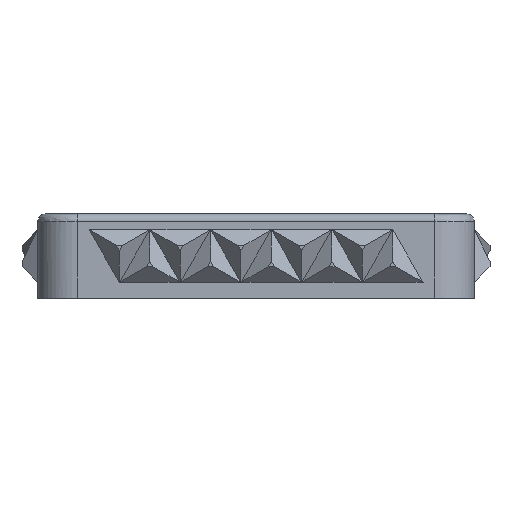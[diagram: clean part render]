
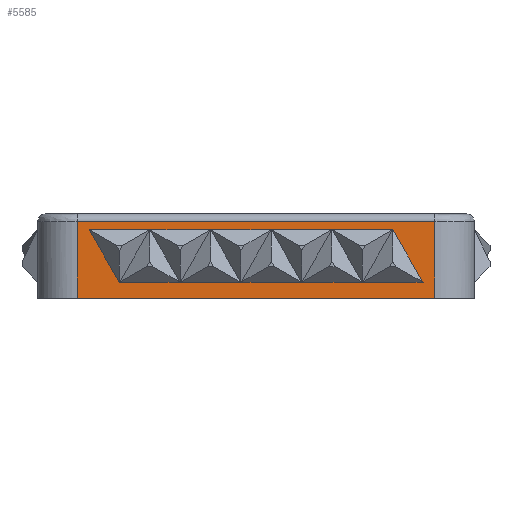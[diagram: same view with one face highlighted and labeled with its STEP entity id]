
A CAD part, left-side view. The second image highlights one B-rep face of the part: STEP entity #5585.
In plain terms, the highlighted planar face has unit normal (-1, 0, 0).
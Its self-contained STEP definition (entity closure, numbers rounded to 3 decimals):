
#184=FACE_BOUND('',#825,.T.);
#185=FACE_BOUND('',#826,.T.);
#186=FACE_BOUND('',#827,.T.);
#187=FACE_BOUND('',#828,.T.);
#188=FACE_BOUND('',#829,.T.);
#498=FACE_OUTER_BOUND('',#824,.T.);
#824=EDGE_LOOP('',(#4997,#4998,#4999,#5000));
#825=EDGE_LOOP('',(#5001,#5002,#5003,#5004));
#826=EDGE_LOOP('',(#5005,#5006,#5007,#5008));
#827=EDGE_LOOP('',(#5009,#5010,#5011,#5012));
#828=EDGE_LOOP('',(#5013,#5014,#5015,#5016));
#829=EDGE_LOOP('',(#5017,#5018,#5019,#5020));
#1117=LINE('',#7754,#1802);
#1123=LINE('',#7764,#1808);
#1126=LINE('',#7772,#1811);
#1131=LINE('',#7780,#1816);
#1134=LINE('',#7789,#1819);
#1140=LINE('',#7799,#1825);
#1143=LINE('',#7807,#1828);
#1148=LINE('',#7815,#1833);
#1151=LINE('',#7824,#1836);
#1157=LINE('',#7834,#1842);
#1160=LINE('',#7842,#1845);
#1165=LINE('',#7850,#1850);
#1168=LINE('',#7859,#1853);
#1174=LINE('',#7869,#1859);
#1177=LINE('',#7877,#1862);
#1182=LINE('',#7885,#1867);
#1185=LINE('',#7894,#1870);
#1191=LINE('',#7904,#1876);
#1194=LINE('',#7912,#1879);
#1199=LINE('',#7920,#1884);
#1370=LINE('',#8400,#2055);
#1496=LINE('',#9802,#2181);
#1512=LINE('',#9970,#2197);
#1514=LINE('',#10031,#2199);
#1802=VECTOR('',#6397,10.);
#1808=VECTOR('',#6407,10.);
#1811=VECTOR('',#6414,10.);
#1816=VECTOR('',#6423,10.);
#1819=VECTOR('',#6430,10.);
#1825=VECTOR('',#6440,10.);
#1828=VECTOR('',#6447,10.);
#1833=VECTOR('',#6456,10.);
#1836=VECTOR('',#6463,10.);
#1842=VECTOR('',#6473,10.);
#1845=VECTOR('',#6480,10.);
#1850=VECTOR('',#6489,10.);
#1853=VECTOR('',#6496,10.);
#1859=VECTOR('',#6506,10.);
#1862=VECTOR('',#6513,10.);
#1867=VECTOR('',#6522,10.);
#1870=VECTOR('',#6529,10.);
#1876=VECTOR('',#6539,10.);
#1879=VECTOR('',#6546,10.);
#1884=VECTOR('',#6555,10.);
#2055=VECTOR('',#6884,10.);
#2181=VECTOR('',#7130,10.);
#2197=VECTOR('',#7160,10.);
#2199=VECTOR('',#7164,10.);
#2388=VERTEX_POINT('',#7751);
#2389=VERTEX_POINT('',#7753);
#2391=VERTEX_POINT('',#7759);
#2394=VERTEX_POINT('',#7770);
#2398=VERTEX_POINT('',#7786);
#2399=VERTEX_POINT('',#7788);
#2401=VERTEX_POINT('',#7794);
#2404=VERTEX_POINT('',#7805);
#2408=VERTEX_POINT('',#7821);
#2409=VERTEX_POINT('',#7823);
#2411=VERTEX_POINT('',#7829);
#2414=VERTEX_POINT('',#7840);
#2418=VERTEX_POINT('',#7856);
#2419=VERTEX_POINT('',#7858);
#2421=VERTEX_POINT('',#7864);
#2424=VERTEX_POINT('',#7875);
#2428=VERTEX_POINT('',#7891);
#2429=VERTEX_POINT('',#7893);
#2431=VERTEX_POINT('',#7899);
#2434=VERTEX_POINT('',#7910);
#2553=VERTEX_POINT('',#8376);
#2555=VERTEX_POINT('',#8396);
#2681=VERTEX_POINT('',#9800);
#2682=VERTEX_POINT('',#9801);
#2971=EDGE_CURVE('',#2389,#2388,#1117,.T.);
#2977=EDGE_CURVE('',#2388,#2391,#1123,.T.);
#2980=EDGE_CURVE('',#2391,#2394,#1126,.T.);
#2985=EDGE_CURVE('',#2394,#2389,#1131,.T.);
#2988=EDGE_CURVE('',#2399,#2398,#1134,.T.);
#2994=EDGE_CURVE('',#2398,#2401,#1140,.T.);
#2997=EDGE_CURVE('',#2401,#2404,#1143,.T.);
#3002=EDGE_CURVE('',#2404,#2399,#1148,.T.);
#3005=EDGE_CURVE('',#2409,#2408,#1151,.T.);
#3011=EDGE_CURVE('',#2408,#2411,#1157,.T.);
#3014=EDGE_CURVE('',#2411,#2414,#1160,.T.);
#3019=EDGE_CURVE('',#2414,#2409,#1165,.T.);
#3022=EDGE_CURVE('',#2419,#2418,#1168,.T.);
#3028=EDGE_CURVE('',#2418,#2421,#1174,.T.);
#3031=EDGE_CURVE('',#2421,#2424,#1177,.T.);
#3036=EDGE_CURVE('',#2424,#2419,#1182,.T.);
#3039=EDGE_CURVE('',#2429,#2428,#1185,.T.);
#3045=EDGE_CURVE('',#2428,#2431,#1191,.T.);
#3048=EDGE_CURVE('',#2431,#2434,#1194,.T.);
#3053=EDGE_CURVE('',#2434,#2429,#1199,.T.);
#3238=EDGE_CURVE('',#2553,#2555,#1370,.T.);
#3438=EDGE_CURVE('',#2681,#2682,#1496,.T.);
#3460=EDGE_CURVE('',#2681,#2555,#1512,.T.);
#3462=EDGE_CURVE('',#2553,#2682,#1514,.T.);
#4997=ORIENTED_EDGE('',*,*,#3238,.F.);
#4998=ORIENTED_EDGE('',*,*,#3462,.T.);
#4999=ORIENTED_EDGE('',*,*,#3438,.F.);
#5000=ORIENTED_EDGE('',*,*,#3460,.T.);
#5001=ORIENTED_EDGE('',*,*,#2977,.T.);
#5002=ORIENTED_EDGE('',*,*,#2980,.T.);
#5003=ORIENTED_EDGE('',*,*,#2985,.T.);
#5004=ORIENTED_EDGE('',*,*,#2971,.T.);
#5005=ORIENTED_EDGE('',*,*,#2994,.T.);
#5006=ORIENTED_EDGE('',*,*,#2997,.T.);
#5007=ORIENTED_EDGE('',*,*,#3002,.T.);
#5008=ORIENTED_EDGE('',*,*,#2988,.T.);
#5009=ORIENTED_EDGE('',*,*,#3011,.T.);
#5010=ORIENTED_EDGE('',*,*,#3014,.T.);
#5011=ORIENTED_EDGE('',*,*,#3019,.T.);
#5012=ORIENTED_EDGE('',*,*,#3005,.T.);
#5013=ORIENTED_EDGE('',*,*,#3028,.T.);
#5014=ORIENTED_EDGE('',*,*,#3031,.T.);
#5015=ORIENTED_EDGE('',*,*,#3036,.T.);
#5016=ORIENTED_EDGE('',*,*,#3022,.T.);
#5017=ORIENTED_EDGE('',*,*,#3045,.T.);
#5018=ORIENTED_EDGE('',*,*,#3048,.T.);
#5019=ORIENTED_EDGE('',*,*,#3053,.T.);
#5020=ORIENTED_EDGE('',*,*,#3039,.T.);
#5275=PLANE('',#5892);
#5585=ADVANCED_FACE('',(#498,#184,#185,#186,#187,#188),#5275,.F.);
#5892=AXIS2_PLACEMENT_3D('',#10032,#7165,#7166);
#6397=DIRECTION('',(0.,0.5,0.866));
#6407=DIRECTION('',(0.,-1.,0.));
#6414=DIRECTION('',(0.,-0.5,-0.866));
#6423=DIRECTION('',(0.,1.,0.));
#6430=DIRECTION('',(0.,0.5,0.866));
#6440=DIRECTION('',(0.,-1.,0.));
#6447=DIRECTION('',(0.,-0.5,-0.866));
#6456=DIRECTION('',(0.,1.,0.));
#6463=DIRECTION('',(0.,0.5,0.866));
#6473=DIRECTION('',(0.,-1.,0.));
#6480=DIRECTION('',(0.,-0.5,-0.866));
#6489=DIRECTION('',(0.,1.,0.));
#6496=DIRECTION('',(0.,0.5,0.866));
#6506=DIRECTION('',(0.,-1.,0.));
#6513=DIRECTION('',(0.,-0.5,-0.866));
#6522=DIRECTION('',(0.,1.,0.));
#6529=DIRECTION('',(0.,0.5,0.866));
#6539=DIRECTION('',(0.,-1.,0.));
#6546=DIRECTION('',(0.,-0.5,-0.866));
#6555=DIRECTION('',(0.,1.,0.));
#6884=DIRECTION('',(0.,-1.,0.));
#7130=DIRECTION('',(0.,1.,0.));
#7160=DIRECTION('',(0.,0.,1.));
#7164=DIRECTION('',(0.,0.,-1.));
#7165=DIRECTION('center_axis',(1.,0.,0.));
#7166=DIRECTION('ref_axis',(0.,1.,0.));
#7751=CARTESIAN_POINT('',(8.121,78.28,11.5));
#7753=CARTESIAN_POINT('',(8.121,72.507,1.5));
#7754=CARTESIAN_POINT('',(8.121,70.17,-2.547));
#7759=CARTESIAN_POINT('',(8.121,66.733,11.5));
#7764=CARTESIAN_POINT('',(8.121,39.633,11.5));
#7770=CARTESIAN_POINT('',(8.121,60.96,1.5));
#7772=CARTESIAN_POINT('',(8.121,57.18,-5.047));
#7780=CARTESIAN_POINT('',(8.121,42.52,1.5));
#7786=CARTESIAN_POINT('',(8.121,66.73,11.5));
#7788=CARTESIAN_POINT('',(8.121,60.957,1.5));
#7789=CARTESIAN_POINT('',(8.121,60.064,-0.046));
#7794=CARTESIAN_POINT('',(8.121,55.183,11.5));
#7799=CARTESIAN_POINT('',(8.121,33.858,11.5));
#7805=CARTESIAN_POINT('',(8.121,49.41,1.5));
#7807=CARTESIAN_POINT('',(8.121,47.073,-2.546));
#7815=CARTESIAN_POINT('',(8.121,36.745,1.5));
#7821=CARTESIAN_POINT('',(8.121,55.18,11.5));
#7823=CARTESIAN_POINT('',(8.121,49.407,1.5));
#7824=CARTESIAN_POINT('',(8.121,49.958,2.454));
#7829=CARTESIAN_POINT('',(8.121,43.633,11.5));
#7834=CARTESIAN_POINT('',(8.121,28.083,11.5));
#7840=CARTESIAN_POINT('',(8.121,37.86,1.5));
#7842=CARTESIAN_POINT('',(8.121,36.967,-0.046));
#7850=CARTESIAN_POINT('',(8.121,30.97,1.5));
#7856=CARTESIAN_POINT('',(8.121,43.63,11.5));
#7858=CARTESIAN_POINT('',(8.121,37.857,1.5));
#7859=CARTESIAN_POINT('',(8.121,39.851,4.955));
#7864=CARTESIAN_POINT('',(8.121,32.083,11.5));
#7869=CARTESIAN_POINT('',(8.121,22.308,11.5));
#7875=CARTESIAN_POINT('',(8.121,26.31,1.5));
#7877=CARTESIAN_POINT('',(8.121,26.861,2.455));
#7885=CARTESIAN_POINT('',(8.121,25.195,1.5));
#7891=CARTESIAN_POINT('',(8.121,32.08,11.5));
#7893=CARTESIAN_POINT('',(8.121,26.307,1.5));
#7894=CARTESIAN_POINT('',(8.121,29.745,7.455));
#7899=CARTESIAN_POINT('',(8.121,20.533,11.5));
#7904=CARTESIAN_POINT('',(8.121,16.533,11.5));
#7910=CARTESIAN_POINT('',(8.121,14.76,1.5));
#7912=CARTESIAN_POINT('',(8.121,16.755,4.955));
#7920=CARTESIAN_POINT('',(8.121,19.42,1.5));
#8376=CARTESIAN_POINT('',(8.121,80.533,13.));
#8396=CARTESIAN_POINT('',(8.121,12.533,13.));
#8400=CARTESIAN_POINT('',(8.121,29.533,13.));
#9800=CARTESIAN_POINT('',(8.121,12.533,-1.5));
#9801=CARTESIAN_POINT('',(8.121,80.533,-1.5));
#9802=CARTESIAN_POINT('',(8.121,29.533,-1.5));
#9970=CARTESIAN_POINT('',(8.121,12.533,12.));
#10031=CARTESIAN_POINT('',(8.121,80.533,0.));
#10032=CARTESIAN_POINT('Origin',(8.121,12.533,12.));
